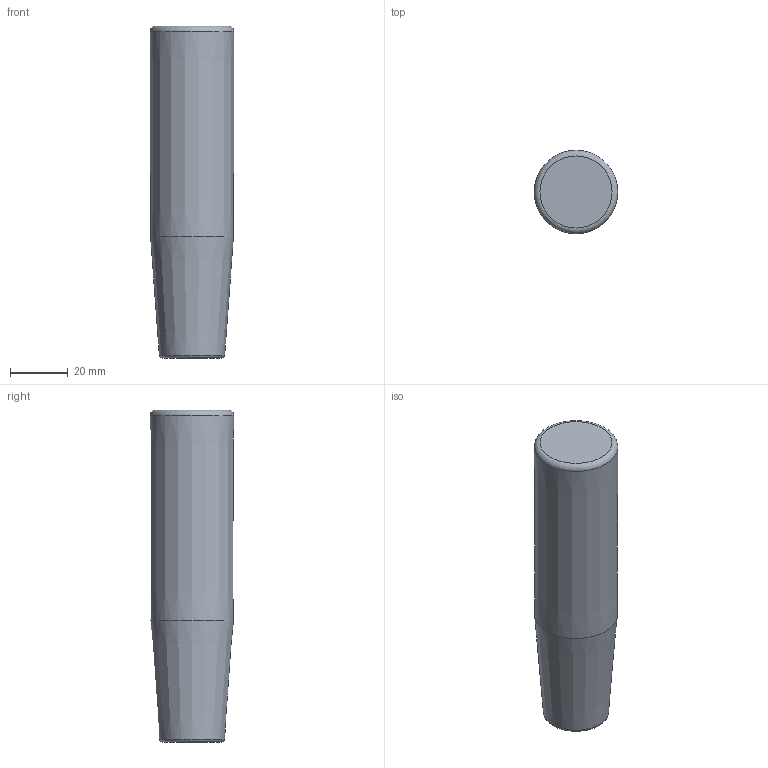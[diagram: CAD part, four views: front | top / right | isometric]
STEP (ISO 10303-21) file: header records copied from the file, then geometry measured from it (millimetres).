
FILE_DESCRIPTION( ( 'Unknown' ), '1' );
FILE_NAME( '6136050_MC29x115.stp', 'Unknown', ( 'Unknown' ), ( 'Unknown' ), 'PSStep 11.0', 'Unknown', ' ' );
FILE_SCHEMA( ( 'AUTOMOTIVE_DESIGN { 1 0 10303 214 1 1 1 1 }' ) );
Length unit declared in the file: millimetre
Products named in the file (1): 1
Bounding box: 28.99 x 28.99 x 115 mm (x, y, z)
Volume: 67586.8 mm3; surface area: 11992.7 mm2
Topology: 1 solids, 1 shells, 10 faces, 22 edges, 14 vertices
Faces by surface type: torus 3, cone 3, cylinder 2, plane 2
Full cylindrical faces by diameter (mm): 6.647 x2
Entity records: 294 total; most frequent: DIRECTION 40, CARTESIAN_POINT 30, AXIS2_PLACEMENT_3D 20, EDGE_LOOP 18, ORIENTED_EDGE 18, FACE_OUTER_BOUND 15, STYLED_ITEM 10, PRESENTATION_STYLE_ASSIGNMENT 10
